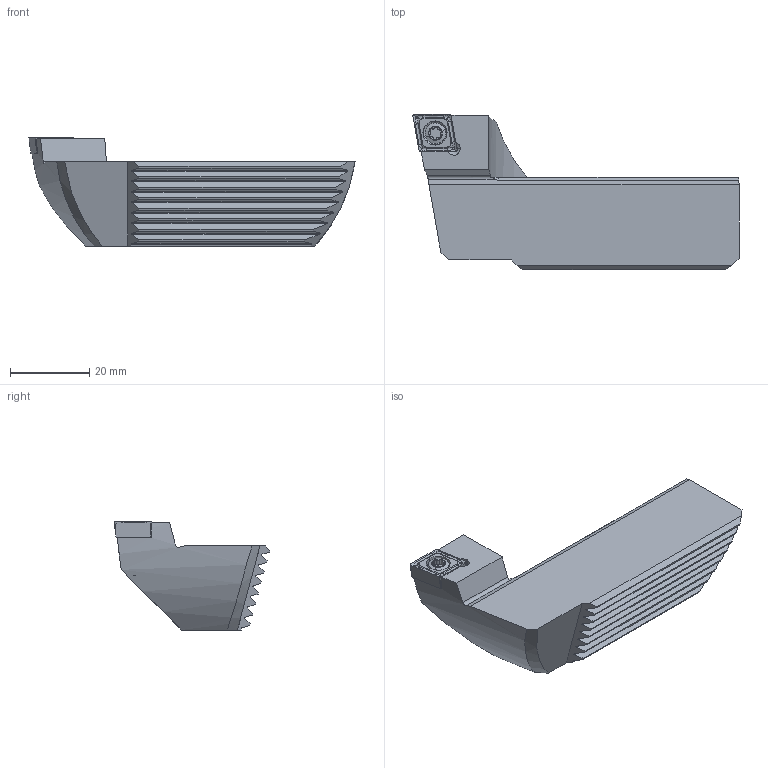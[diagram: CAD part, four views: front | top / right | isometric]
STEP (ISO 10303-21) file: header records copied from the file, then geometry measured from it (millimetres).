
FILE_DESCRIPTION (( 'STEP AP203' ), '1' );
FILE_NAME ('F00.WCB.086.001.STEP', '2018-03-06T07:28:08', ( 'SWIAdmin' ), ( 'Hewlett-Packard Company' ), 'SwSTEP 2.0', 'SolidWorks 2017', '' );
FILE_SCHEMA (( 'CONFIG_CONTROL_DESIGN' ));
Length unit declared in the file: millimetre
Products named in the file (4): F00-WCB.086.001_C; CCMT09T304; WCB-ER2.001.009_A; F00.WCB.086.001
Assembly tree (3 placements, depth 2):
  F00.WCB.086.001
    F00-WCB.086.001_C
    CCMT09T304
    WCB-ER2.001.009_A
Bounding box: 82.57 x 39.4 x 27.35 mm (x, y, z)
Volume: 33561 mm3; surface area: 8976.1 mm2
Topology: 3 solids, 3 shells, 382 faces, 977 edges, 630 vertices
Faces by surface type: plane 226, bspline 77, cylinder 39, cone 30, torus 8, sphere 2
Entity records: 15775 total; most frequent: CARTESIAN_POINT 6857, ORIENTED_EDGE 1930, DIRECTION 1422, EDGE_CURVE 965, VERTEX_POINT 630, LINE 626, VECTOR 626, EDGE_LOOP 425
